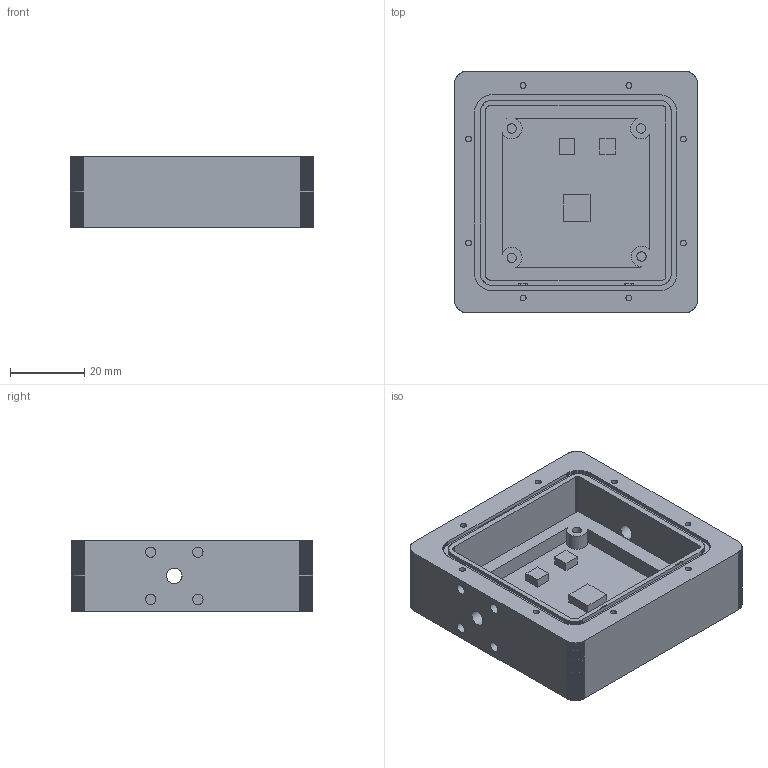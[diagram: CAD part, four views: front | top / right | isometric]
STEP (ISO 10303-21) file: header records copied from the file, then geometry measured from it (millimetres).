
FILE_DESCRIPTION(('Designed by EasyEDA Pro'),'2;1');
FILE_NAME('Open CASCADE Shape Model','2024-09-03T04:09:36',('Author'),( 'Open CASCADE'),'Open CASCADE STEP processor 7.6','Open CASCADE 7.6' ,'Unknown');
FILE_SCHEMA(('AUTOMOTIVE_DESIGN { 1 0 10303 214 1 1 1 1 }'));
Length unit declared in the file: millimetre
Products named in the file (1): Open CASCADE STEP translator 7.6 1
Bounding box: 65.5 x 65 x 19 mm (x, y, z)
Volume: 46652.4 mm3; surface area: 18373.1 mm2
Topology: 1 solids, 1 shells, 466 faces, 1303 edges, 868 vertices
Faces by surface type: bspline 466
Entity records: 28621 total; most frequent: CARTESIAN_POINT 11609, B_SPLINE_CURVE_WITH_KNOTS 3793, ORIENTED_EDGE 2606, PCURVE 2606, DEFINITIONAL_REPRESENTATION 2606, EDGE_CURVE 1303, SURFACE_CURVE 1281, VERTEX_POINT 868
